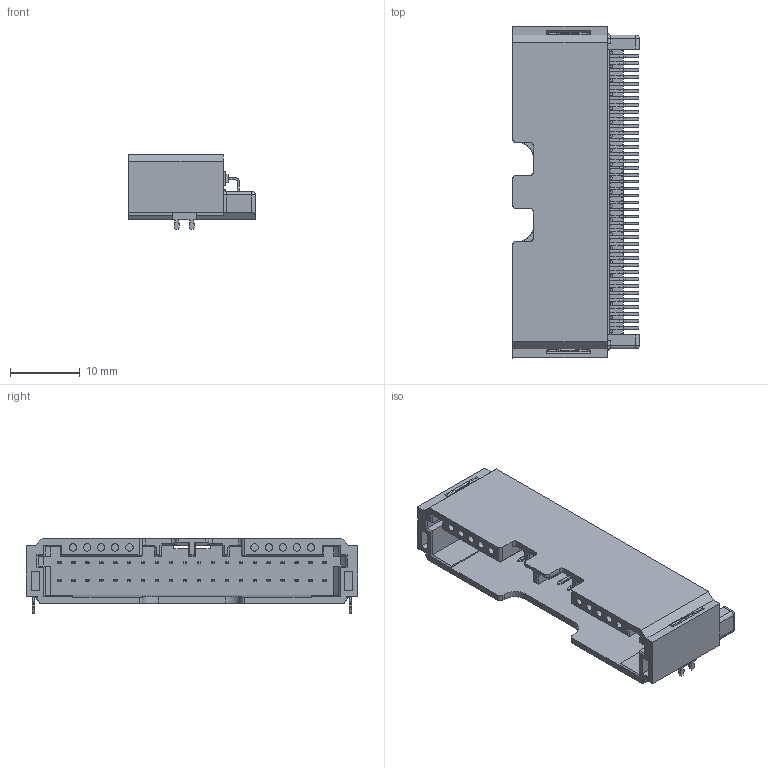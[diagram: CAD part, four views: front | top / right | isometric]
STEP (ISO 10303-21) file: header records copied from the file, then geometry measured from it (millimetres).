
FILE_DESCRIPTION( ('This file contains a STEP AP42 implementation' ,'as created by ZW3D STEP Interface translator.') ,'2;1' );
FILE_NAME( '72025-2MZ040FBSNBR1.step' ,'23 6 5.1123 5', (''), ('ZWCAD Software Co.'), 'Version 1.0', 'ZW3D to STEP translator', '' );
FILE_SCHEMA(('AUTOMOTIVE_DESIGN { 1 0 10303 214 1 1 1 1 }'));
Length unit declared in the file: millimetre
Products named in the file (2): 0; 72025-2MZ032FBSNBR1
Bounding box: 18.2 x 47.6 x 10.75 mm (x, y, z)
Volume: 2818.7 mm3; surface area: 6051.6 mm2
Topology: 1 solids, 1 shells, 3288 faces, 10062 edges, 6614 vertices
Faces by surface type: plane 2372, cylinder 898, bspline 12, cone 4, sphere 2
Full cylindrical faces by diameter (mm): 1.05 x10
Entity records: 117505 total; most frequent: CARTESIAN_POINT 24042, ORIENTED_EDGE 20124, DIRECTION 17192, EDGE_CURVE 10062, VECTOR 8162, LINE 8162, VERTEX_POINT 6614, AXIS2_PLACEMENT_3D 4515
